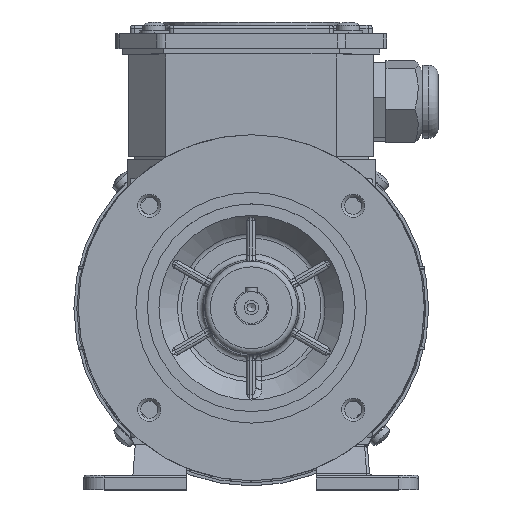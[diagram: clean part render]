
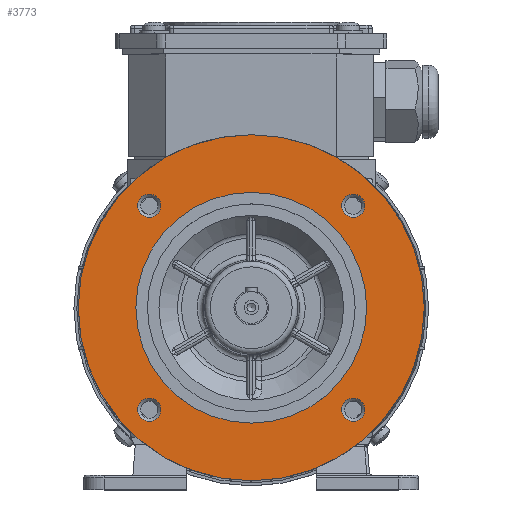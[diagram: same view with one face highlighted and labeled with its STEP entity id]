
A CAD part, top view. The second image highlights one B-rep face of the part: STEP entity #3773.
In plain terms, the highlighted planar face has unit normal (0, 0, 1).
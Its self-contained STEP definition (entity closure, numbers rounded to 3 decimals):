
#3207=FACE_BOUND('',#7595,.T.);
#3208=FACE_BOUND('',#7596,.T.);
#3209=FACE_BOUND('',#7597,.T.);
#3210=FACE_BOUND('',#7598,.T.);
#3211=FACE_BOUND('',#7599,.T.);
#3212=FACE_BOUND('',#7600,.T.);
#3773=ADVANCED_FACE('',(#3207,#3208,#3209,#3210,#3211,#3212),#5181,.F.);
#5181=PLANE('',#32944);
#7595=EDGE_LOOP('',(#10237));
#7596=EDGE_LOOP('',(#10238));
#7597=EDGE_LOOP('',(#10239));
#7598=EDGE_LOOP('',(#10240));
#7599=EDGE_LOOP('',(#10241));
#7600=EDGE_LOOP('',(#10242));
#10237=ORIENTED_EDGE('',*,*,#21412,.T.);
#10238=ORIENTED_EDGE('',*,*,#21413,.F.);
#10239=ORIENTED_EDGE('',*,*,#21411,.F.);
#10240=ORIENTED_EDGE('',*,*,#21403,.F.);
#10241=ORIENTED_EDGE('',*,*,#21395,.F.);
#10242=ORIENTED_EDGE('',*,*,#21387,.F.);
#17731=VERTEX_POINT('',#46171);
#17738=VERTEX_POINT('',#46190);
#17745=VERTEX_POINT('',#46209);
#17752=VERTEX_POINT('',#46228);
#17753=VERTEX_POINT('',#46231);
#17754=VERTEX_POINT('',#46233);
#21387=EDGE_CURVE('',#17731,#17731,#25874,.T.);
#21395=EDGE_CURVE('',#17738,#17738,#25882,.T.);
#21403=EDGE_CURVE('',#17745,#17745,#25890,.T.);
#21411=EDGE_CURVE('',#17752,#17752,#25898,.T.);
#21412=EDGE_CURVE('',#17753,#17753,#25899,.T.);
#21413=EDGE_CURVE('',#17754,#17754,#25900,.T.);
#25874=CIRCLE('',#32904,4.);
#25882=CIRCLE('',#32916,4.);
#25890=CIRCLE('',#32928,4.);
#25898=CIRCLE('',#32940,4.);
#25899=CIRCLE('',#32942,40.);
#25900=CIRCLE('',#32943,60.);
#32904=AXIS2_PLACEMENT_3D('',#46170,#36307,#36308);
#32916=AXIS2_PLACEMENT_3D('',#46189,#36331,#36332);
#32928=AXIS2_PLACEMENT_3D('',#46208,#36355,#36356);
#32940=AXIS2_PLACEMENT_3D('',#46227,#36379,#36380);
#32942=AXIS2_PLACEMENT_3D('',#46230,#36383,#36384);
#32943=AXIS2_PLACEMENT_3D('',#46232,#36385,#36386);
#32944=AXIS2_PLACEMENT_3D('',#46234,#36387,#36388);
#36307=DIRECTION('',(0.,0.,1.));
#36308=DIRECTION('',(0.,1.,0.));
#36331=DIRECTION('',(0.,0.,1.));
#36332=DIRECTION('',(-1.,0.,0.));
#36355=DIRECTION('',(0.,0.,1.));
#36356=DIRECTION('',(0.,-1.,0.));
#36379=DIRECTION('',(0.,0.,1.));
#36380=DIRECTION('',(1.,0.,0.));
#36383=DIRECTION('',(0.,0.,-1.));
#36384=DIRECTION('',(-1.,0.,0.));
#36385=DIRECTION('',(0.,0.,-1.));
#36386=DIRECTION('',(0.,-1.,0.));
#36387=DIRECTION('',(0.,0.,-1.));
#36388=DIRECTION('',(0.,1.,0.));
#46170=CARTESIAN_POINT('',(-19.119,2.866,42.2));
#46171=CARTESIAN_POINT('',(-19.119,6.866,42.2));
#46189=CARTESIAN_POINT('',(51.592,2.866,42.2));
#46190=CARTESIAN_POINT('',(47.592,2.866,42.2));
#46208=CARTESIAN_POINT('',(51.592,73.577,42.2));
#46209=CARTESIAN_POINT('',(51.592,69.577,42.2));
#46227=CARTESIAN_POINT('',(-19.119,73.577,42.2));
#46228=CARTESIAN_POINT('',(-15.119,73.577,42.2));
#46230=CARTESIAN_POINT('',(16.237,38.222,42.2));
#46231=CARTESIAN_POINT('',(-23.763,38.222,42.2));
#46232=CARTESIAN_POINT('',(16.237,38.222,42.2));
#46233=CARTESIAN_POINT('',(16.237,-21.778,42.2));
#46234=CARTESIAN_POINT('',(-59.326,-38.125,42.2));
